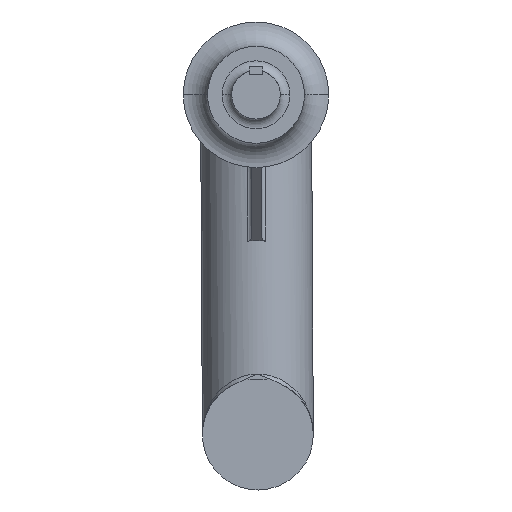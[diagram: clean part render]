
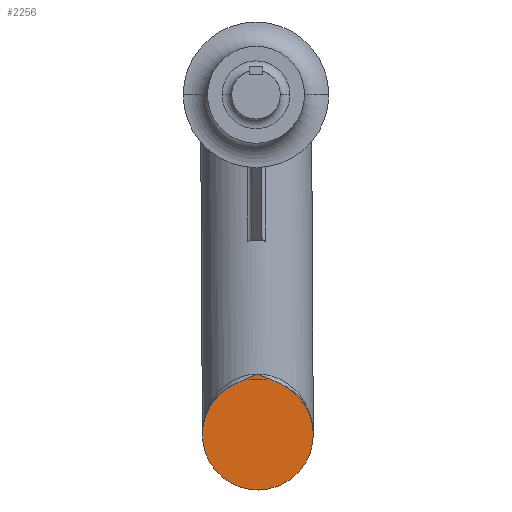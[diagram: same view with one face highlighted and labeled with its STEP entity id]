
A CAD part, front view. The second image highlights one B-rep face of the part: STEP entity #2256.
In plain terms, the highlighted planar face has unit normal (0, -1, 0).
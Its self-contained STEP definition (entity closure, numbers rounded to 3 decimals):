
#820=CARTESIAN_POINT('Vertex',(57.15,985.7,-350.)) ;
#823=CARTESIAN_POINT('Axis2P3D Location',(0.,985.7,-350.)) ;
#827=CARTESIAN_POINT('Vertex',(-57.15,985.7,-350.)) ;
#1649=CARTESIAN_POINT('Axis2P3D Location',(0.,985.7,-350.)) ;
#1653=CARTESIAN_POINT('Vertex',(-22.458,985.7,-297.448)) ;
#2182=CARTESIAN_POINT('Vertex',(0.,985.7,-287.85)) ;
#2186=CARTESIAN_POINT('Control Point',(-22.458,985.7,-297.448)) ;
#2187=CARTESIAN_POINT('Control Point',(-21.377,985.7,-296.986)) ;
#2188=CARTESIAN_POINT('Control Point',(-20.313,985.7,-296.505)) ;
#2189=CARTESIAN_POINT('Control Point',(-19.263,985.7,-296.016)) ;
#2190=CARTESIAN_POINT('Control Point',(-17.382,985.7,-295.123)) ;
#2191=CARTESIAN_POINT('Control Point',(-15.519,985.7,-294.226)) ;
#2192=CARTESIAN_POINT('Control Point',(-14.691,985.7,-293.828)) ;
#2193=CARTESIAN_POINT('Control Point',(-12.937,985.7,-292.991)) ;
#2194=CARTESIAN_POINT('Control Point',(-11.18,985.7,-292.172)) ;
#2195=CARTESIAN_POINT('Control Point',(-10.248,985.7,-291.748)) ;
#2196=CARTESIAN_POINT('Control Point',(-8.314,985.7,-290.888)) ;
#2197=CARTESIAN_POINT('Control Point',(-6.354,985.7,-290.076)) ;
#2198=CARTESIAN_POINT('Control Point',(-5.334,985.7,-289.671)) ;
#2199=CARTESIAN_POINT('Control Point',(-3.785,985.7,-289.086)) ;
#2200=CARTESIAN_POINT('Control Point',(-2.211,985.7,-288.546)) ;
#2201=CARTESIAN_POINT('Control Point',(-1.679,985.7,-288.369)) ;
#2202=CARTESIAN_POINT('Control Point',(-1.024,985.7,-288.16)) ;
#2203=CARTESIAN_POINT('Control Point',(-0.365,985.7,-287.959)) ;
#2204=CARTESIAN_POINT('Control Point',(-0.242,985.7,-287.922)) ;
#2205=CARTESIAN_POINT('Control Point',(-0.121,985.7,-287.886)) ;
#2206=CARTESIAN_POINT('Control Point',(0.,985.7,-287.85)) ;
#2214=CARTESIAN_POINT('Axis2P3D Location',(0.,985.7,0.)) ;
#2219=CARTESIAN_POINT('Axis2P3D Location',(0.,985.7,-350.)) ;
#2223=CARTESIAN_POINT('Vertex',(22.458,985.7,-297.448)) ;
#2227=CARTESIAN_POINT('Control Point',(22.458,985.7,-297.448)) ;
#2228=CARTESIAN_POINT('Control Point',(22.127,985.7,-297.306)) ;
#2229=CARTESIAN_POINT('Control Point',(21.798,985.7,-297.163)) ;
#2230=CARTESIAN_POINT('Control Point',(21.469,985.7,-297.018)) ;
#2231=CARTESIAN_POINT('Control Point',(19.989,985.7,-296.357)) ;
#2232=CARTESIAN_POINT('Control Point',(18.533,985.7,-295.673)) ;
#2233=CARTESIAN_POINT('Control Point',(17.41,985.7,-295.135)) ;
#2234=CARTESIAN_POINT('Control Point',(15.408,985.7,-294.171)) ;
#2235=CARTESIAN_POINT('Control Point',(13.413,985.7,-293.218)) ;
#2236=CARTESIAN_POINT('Control Point',(12.533,985.7,-292.802)) ;
#2237=CARTESIAN_POINT('Control Point',(10.185,985.7,-291.709)) ;
#2238=CARTESIAN_POINT('Control Point',(7.815,985.7,-290.669)) ;
#2239=CARTESIAN_POINT('Control Point',(6.319,985.7,-290.047)) ;
#2240=CARTESIAN_POINT('Control Point',(4.286,985.7,-289.259)) ;
#2241=CARTESIAN_POINT('Control Point',(2.211,985.7,-288.546)) ;
#2242=CARTESIAN_POINT('Control Point',(1.68,985.7,-288.369)) ;
#2243=CARTESIAN_POINT('Control Point',(1.025,985.7,-288.16)) ;
#2244=CARTESIAN_POINT('Control Point',(0.366,985.7,-287.959)) ;
#2245=CARTESIAN_POINT('Control Point',(0.242,985.7,-287.922)) ;
#2246=CARTESIAN_POINT('Control Point',(0.121,985.7,-287.886)) ;
#2247=CARTESIAN_POINT('Control Point',(0.,985.7,-287.85)) ;
#824=DIRECTION('Axis2P3D Direction',(0.,1.,0.)) ;
#1650=DIRECTION('Axis2P3D Direction',(0.,1.,0.)) ;
#2215=DIRECTION('Axis2P3D Direction',(0.,1.,0.)) ;
#2216=DIRECTION('Axis2P3D XDirection',(-1.,0.,0.)) ;
#2220=DIRECTION('Axis2P3D Direction',(0.,1.,0.)) ;
#825=AXIS2_PLACEMENT_3D('Circle Axis2P3D',#823,#824,$) ;
#1651=AXIS2_PLACEMENT_3D('Circle Axis2P3D',#1649,#1650,$) ;
#2217=AXIS2_PLACEMENT_3D('Plane Axis2P3D',#2214,#2215,#2216) ;
#2221=AXIS2_PLACEMENT_3D('Circle Axis2P3D',#2219,#2220,$) ;
#2250=ORIENTED_EDGE('',*,*,#2207,.T.) ;
#2251=ORIENTED_EDGE('',*,*,#1655,.F.) ;
#2252=ORIENTED_EDGE('',*,*,#829,.F.) ;
#2253=ORIENTED_EDGE('',*,*,#2225,.F.) ;
#2254=ORIENTED_EDGE('',*,*,#2248,.T.) ;
#2256=ADVANCED_FACE('PartBody',(#2255),#2218,.F.) ;
#2185=B_SPLINE_CURVE_WITH_KNOTS('',5,(#2186,#2187,#2188,#2189,#2190,#2191,#2192,#2193,#2194,#2195,#2196,#2197,#2198,#2199,#2200,#2201,#2202,#2203,#2204,#2205,#2206),.UNSPECIFIED.,.F.,.U.,(6,3,3,3,3,3,6),(0.,9.855,17.754,26.598,36.038,40.815,41.886),.UNSPECIFIED.) ;
#2226=B_SPLINE_CURVE_WITH_KNOTS('',5,(#2227,#2228,#2229,#2230,#2231,#2232,#2233,#2234,#2235,#2236,#2237,#2238,#2239,#2240,#2241,#2242,#2243,#2244,#2245,#2246,#2247),.UNSPECIFIED.,.F.,.U.,(6,3,3,3,3,3,6),(0.,3.018,13.672,22.072,36.038,40.815,41.888),.UNSPECIFIED.) ;
#826=CIRCLE('generated circle',#825,57.15) ;
#1652=CIRCLE('generated circle',#1651,57.15) ;
#2222=CIRCLE('generated circle',#2221,57.15) ;
#829=EDGE_CURVE('',#821,#828,#826,.T.) ;
#1655=EDGE_CURVE('',#828,#1654,#1652,.T.) ;
#2207=EDGE_CURVE('',#2183,#1654,#2185,.F.) ;
#2225=EDGE_CURVE('',#2224,#821,#2222,.T.) ;
#2248=EDGE_CURVE('',#2224,#2183,#2226,.T.) ;
#2249=EDGE_LOOP('',(#2250,#2251,#2252,#2253,#2254)) ;
#2255=FACE_OUTER_BOUND('',#2249,.T.) ;
#2218=PLANE('Plane',#2217) ;
#821=VERTEX_POINT('',#820) ;
#828=VERTEX_POINT('',#827) ;
#1654=VERTEX_POINT('',#1653) ;
#2183=VERTEX_POINT('',#2182) ;
#2224=VERTEX_POINT('',#2223) ;
